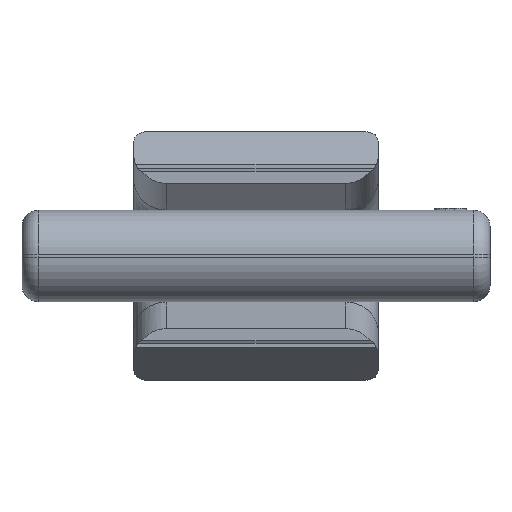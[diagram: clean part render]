
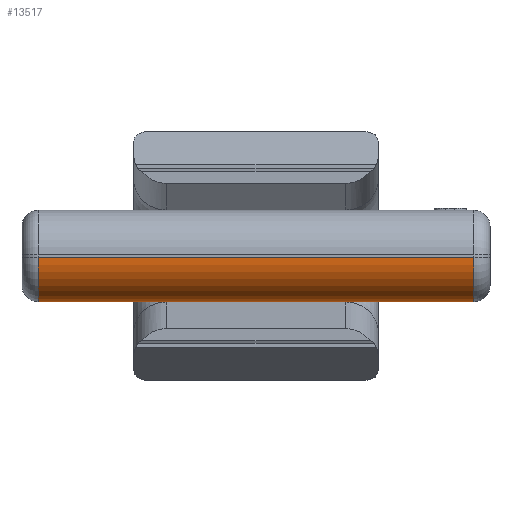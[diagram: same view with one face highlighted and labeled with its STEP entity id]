
A CAD part, front view. The second image highlights one B-rep face of the part: STEP entity #13517.
In plain terms, the highlighted cylindrical face has radius 11 mm (diameter 22 mm), a partial arc.
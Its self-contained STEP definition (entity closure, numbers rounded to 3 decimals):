
#10645=DIRECTION('',(-1.,0.,0.));
#10646=VECTOR('',#10645,107.);
#10647=CARTESIAN_POINT('',(53.5,-81.,-0.25));
#10648=LINE('',#10647,#10646);
#10649=CARTESIAN_POINT('',(53.5,-70.,-0.25));
#10650=DIRECTION('',(-1.,0.,0.));
#10651=DIRECTION('',(0.,0.,-1.));
#10652=AXIS2_PLACEMENT_3D('',#10649,#10650,#10651);
#10654=DIRECTION('',(1.,0.,0.));
#10655=VECTOR('',#10654,107.);
#10656=CARTESIAN_POINT('',(-53.5,-70.,-11.25));
#10657=LINE('',#10656,#10655);
#10658=CARTESIAN_POINT('',(-53.5,-70.,-0.25));
#10659=DIRECTION('',(-1.,0.,0.));
#10660=DIRECTION('',(0.,0.,-1.));
#10661=AXIS2_PLACEMENT_3D('',#10658,#10659,#10660);
#11766=CARTESIAN_POINT('',(-53.5,-70.,-11.25));
#11768=VERTEX_POINT('',#11766);
#11817=CARTESIAN_POINT('',(53.5,-70.,-11.25));
#11819=VERTEX_POINT('',#11817);
#11850=CARTESIAN_POINT('',(-53.5,-81.,-0.25));
#11851=VERTEX_POINT('',#11850);
#11854=CARTESIAN_POINT('',(53.5,-81.,-0.25));
#11855=VERTEX_POINT('',#11854);
#13504=CARTESIAN_POINT('',(132.457,-70.,-0.25));
#13505=DIRECTION('',(-1.,0.,0.));
#13506=DIRECTION('',(0.,0.,-1.));
#13507=AXIS2_PLACEMENT_3D('',#13504,#13505,#13506);
#13508=CYLINDRICAL_SURFACE('',#13507,11.);
#13510=ORIENTED_EDGE('',*,*,#13509,.F.);
#13511=ORIENTED_EDGE('',*,*,#13495,.F.);
#13512=ORIENTED_EDGE('',*,*,#12913,.F.);
#13514=ORIENTED_EDGE('',*,*,#13513,.T.);
#13515=EDGE_LOOP('',(#13510,#13511,#13512,#13514));
#13516=FACE_OUTER_BOUND('',#13515,.F.);
#13517=ADVANCED_FACE('',(#13516),#13508,.T.);
#10653=CIRCLE('',#10652,11.);
#10662=CIRCLE('',#10661,11.);
#12913=EDGE_CURVE('',#11768,#11819,#10657,.T.);
#13495=EDGE_CURVE('',#11819,#11855,#10653,.T.);
#13509=EDGE_CURVE('',#11855,#11851,#10648,.T.);
#13513=EDGE_CURVE('',#11768,#11851,#10662,.T.);
